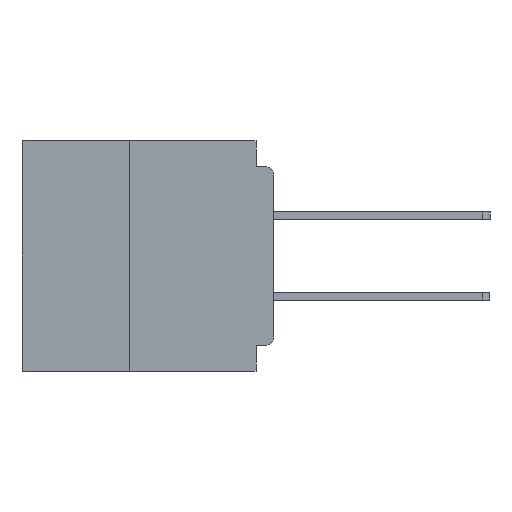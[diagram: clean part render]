
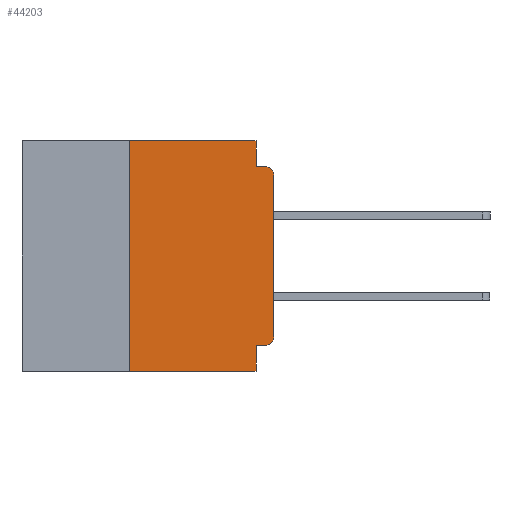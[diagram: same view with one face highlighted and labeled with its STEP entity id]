
A CAD part, left-side view. The second image highlights one B-rep face of the part: STEP entity #44203.
In plain terms, the highlighted planar face has unit normal (-1, 0, 0).
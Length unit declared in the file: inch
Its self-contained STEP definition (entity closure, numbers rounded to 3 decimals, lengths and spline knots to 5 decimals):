
#1145 = DIRECTION ( 'NONE',  ( 0., -1., 0. ) ) ;
#1729 = CIRCLE ( 'NONE', #50991, 0.015 ) ;
#2223 = VERTEX_POINT ( 'NONE', #28178 ) ;
#2728 = VERTEX_POINT ( 'NONE', #39972 ) ;
#2732 = LINE ( 'NONE', #54605, #24306 ) ;
#3072 = EDGE_CURVE ( 'NONE', #21176, #14705, #26743, .T. ) ;
#3343 = VERTEX_POINT ( 'NONE', #8814 ) ;
#3486 = CARTESIAN_POINT ( 'NONE',  ( 0., 0., -0.355 ) ) ;
#3851 = VECTOR ( 'NONE', #24000, 39.37008 ) ;
#3863 = DIRECTION ( 'NONE',  ( 0., 0., -1. ) ) ;
#4031 = CARTESIAN_POINT ( 'NONE',  ( 0., 0.25, -0.4 ) ) ;
#5144 = DIRECTION ( 'NONE',  ( 0., -1., 0. ) ) ;
#5474 = CARTESIAN_POINT ( 'NONE',  ( 0., 0.031, 0. ) ) ;
#5788 = ORIENTED_EDGE ( 'NONE', *, *, #46965, .F. ) ;
#5892 = VERTEX_POINT ( 'NONE', #30835 ) ;
#7410 = PLANE ( 'NONE',  #39125 ) ;
#7807 = EDGE_CURVE ( 'NONE', #5892, #2223, #8962, .T. ) ;
#8814 = CARTESIAN_POINT ( 'NONE',  ( 0., 0., -0.34 ) ) ;
#8962 = LINE ( 'NONE', #47562, #52772 ) ;
#11351 = AXIS2_PLACEMENT_3D ( 'NONE', #45209, #19891, #49410 ) ;
#13130 = CARTESIAN_POINT ( 'NONE',  ( 0., 0.015, -0.34 ) ) ;
#13144 = VECTOR ( 'NONE', #1145, 39.37008 ) ;
#14066 = CARTESIAN_POINT ( 'NONE',  ( 0., 0.437, 0. ) ) ;
#14489 = LINE ( 'NONE', #4031, #35799 ) ;
#14705 = VERTEX_POINT ( 'NONE', #41158 ) ;
#14909 = ORIENTED_EDGE ( 'NONE', *, *, #7807, .F. ) ;
#15390 = VECTOR ( 'NONE', #46139, 39.37008 ) ;
#15919 = EDGE_CURVE ( 'NONE', #26843, #53266, #14489, .T. ) ;
#16617 = LINE ( 'NONE', #18316, #49022 ) ;
#17257 = ORIENTED_EDGE ( 'NONE', *, *, #45357, .T. ) ;
#17482 = DIRECTION ( 'NONE',  ( 0., 0., -1. ) ) ;
#17743 = EDGE_CURVE ( 'NONE', #46312, #5892, #2732, .T. ) ;
#18316 = CARTESIAN_POINT ( 'NONE',  ( 0., 0., 0. ) ) ;
#19717 = CARTESIAN_POINT ( 'NONE',  ( 0., 0.437, -0.4 ) ) ;
#19849 = EDGE_CURVE ( 'NONE', #14705, #27352, #21229, .T. ) ;
#19891 = DIRECTION ( 'NONE',  ( -1., 0., 0. ) ) ;
#21176 = VERTEX_POINT ( 'NONE', #37115 ) ;
#21229 = LINE ( 'NONE', #55197, #53591 ) ;
#22071 = ORIENTED_EDGE ( 'NONE', *, *, #17743, .F. ) ;
#22472 = EDGE_LOOP ( 'NONE', ( #37604, #50210, #14909, #22071, #5788, #51608, #17257, #53564, #34367, #23220 ) ) ;
#22564 = DIRECTION ( 'NONE',  ( 0., 0., 1. ) ) ;
#23220 = ORIENTED_EDGE ( 'NONE', *, *, #42405, .T. ) ;
#24000 = DIRECTION ( 'NONE',  ( 0., -1., 0. ) ) ;
#24306 = VECTOR ( 'NONE', #3863, 39.37008 ) ;
#24541 = LINE ( 'NONE', #14066, #13144 ) ;
#24694 = DIRECTION ( 'NONE',  ( 1., 0., 0. ) ) ;
#25815 = EDGE_CURVE ( 'NONE', #3343, #2728, #16617, .T. ) ;
#26721 = LINE ( 'NONE', #19717, #3851 ) ;
#26743 = LINE ( 'NONE', #3486, #15390 ) ;
#26843 = VERTEX_POINT ( 'NONE', #34226 ) ;
#27212 = EDGE_CURVE ( 'NONE', #2728, #2223, #39555, .T. ) ;
#27352 = VERTEX_POINT ( 'NONE', #41902 ) ;
#28178 = CARTESIAN_POINT ( 'NONE',  ( 0., 0.015, -0.045 ) ) ;
#30835 = CARTESIAN_POINT ( 'NONE',  ( 0., 0.031, -0.045 ) ) ;
#34226 = CARTESIAN_POINT ( 'NONE',  ( 0., 0.25, -0.4 ) ) ;
#34367 = ORIENTED_EDGE ( 'NONE', *, *, #3072, .F. ) ;
#35799 = VECTOR ( 'NONE', #46506, 39.37008 ) ;
#37115 = CARTESIAN_POINT ( 'NONE',  ( 0., 0.015, -0.355 ) ) ;
#37604 = ORIENTED_EDGE ( 'NONE', *, *, #25815, .T. ) ;
#39125 = AXIS2_PLACEMENT_3D ( 'NONE', #49939, #24694, #54169 ) ;
#39555 = CIRCLE ( 'NONE', #11351, 0.015 ) ;
#39972 = CARTESIAN_POINT ( 'NONE',  ( 0., 0., -0.06 ) ) ;
#41158 = CARTESIAN_POINT ( 'NONE',  ( 0., 0.031, -0.355 ) ) ;
#41902 = CARTESIAN_POINT ( 'NONE',  ( 0., 0.031, -0.4 ) ) ;
#42405 = EDGE_CURVE ( 'NONE', #21176, #3343, #1729, .T. ) ;
#42839 = DIRECTION ( 'NONE',  ( -1., 0., 0. ) ) ;
#44203 = ADVANCED_FACE ( 'NONE', ( #55193 ), #7410, .F. ) ;
#45209 = CARTESIAN_POINT ( 'NONE',  ( 0., 0.015, -0.06 ) ) ;
#45357 = EDGE_CURVE ( 'NONE', #26843, #27352, #26721, .T. ) ;
#46139 = DIRECTION ( 'NONE',  ( 0., 1., 0. ) ) ;
#46312 = VERTEX_POINT ( 'NONE', #5474 ) ;
#46506 = DIRECTION ( 'NONE',  ( 0., 0., 1. ) ) ;
#46734 = DIRECTION ( 'NONE',  ( 0., 0., -1. ) ) ;
#46883 = CARTESIAN_POINT ( 'NONE',  ( 0., 0.25, 0. ) ) ;
#46965 = EDGE_CURVE ( 'NONE', #53266, #46312, #24541, .T. ) ;
#47562 = CARTESIAN_POINT ( 'NONE',  ( 0., 0., -0.045 ) ) ;
#49022 = VECTOR ( 'NONE', #22564, 39.37008 ) ;
#49410 = DIRECTION ( 'NONE',  ( 0., 0., -1. ) ) ;
#49939 = CARTESIAN_POINT ( 'NONE',  ( 0., 0.437, 0. ) ) ;
#50210 = ORIENTED_EDGE ( 'NONE', *, *, #27212, .T. ) ;
#50991 = AXIS2_PLACEMENT_3D ( 'NONE', #13130, #42839, #17482 ) ;
#51608 = ORIENTED_EDGE ( 'NONE', *, *, #15919, .F. ) ;
#52772 = VECTOR ( 'NONE', #5144, 39.37008 ) ;
#53266 = VERTEX_POINT ( 'NONE', #46883 ) ;
#53564 = ORIENTED_EDGE ( 'NONE', *, *, #19849, .F. ) ;
#53591 = VECTOR ( 'NONE', #46734, 39.37008 ) ;
#54169 = DIRECTION ( 'NONE',  ( 0., 0., -1. ) ) ;
#54605 = CARTESIAN_POINT ( 'NONE',  ( 0., 0.031, 0. ) ) ;
#55193 = FACE_OUTER_BOUND ( 'NONE', #22472, .T. ) ;
#55197 = CARTESIAN_POINT ( 'NONE',  ( 0., 0.031, -0.4 ) ) ;
